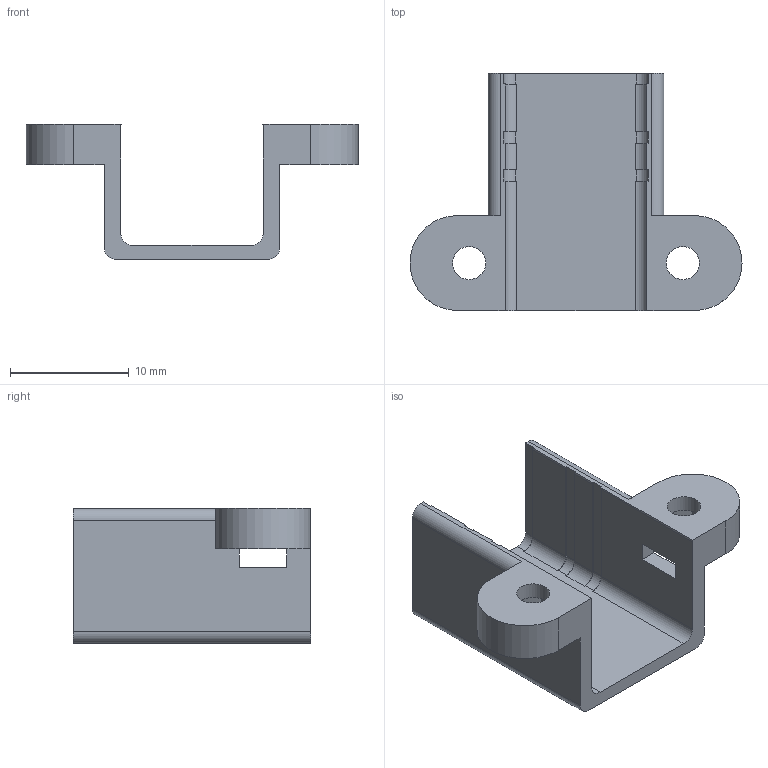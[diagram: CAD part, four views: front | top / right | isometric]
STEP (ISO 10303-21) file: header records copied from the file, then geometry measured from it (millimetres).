
FILE_DESCRIPTION(('FreeCAD Model'),'2;1');
FILE_NAME('Open CASCADE Shape Model','2025-10-03T17:38:13',('Author'),( ''),'Open CASCADE STEP processor 7.8','FreeCAD','Unknown');
FILE_SCHEMA(('AUTOMOTIVE_DESIGN { 1 0 10303 214 1 1 1 1 }'));
Length unit declared in the file: millimetre
Products named in the file (1): MotorBacket
Bounding box: 28 x 20 x 11.4 mm (x, y, z)
Volume: 1105.2 mm3; surface area: 1838.4 mm2
Topology: 1 solids, 1 shells, 80 faces, 236 edges, 158 vertices
Faces by surface type: plane 54, cylinder 26
Full cylindrical faces by diameter (mm): 2.8 x2
Entity records: 2708 total; most frequent: CARTESIAN_POINT 475, ORIENTED_EDGE 472, DIRECTION 452, EDGE_CURVE 236, LINE 182, VECTOR 182, VERTEX_POINT 158, AXIS2_PLACEMENT_3D 135
